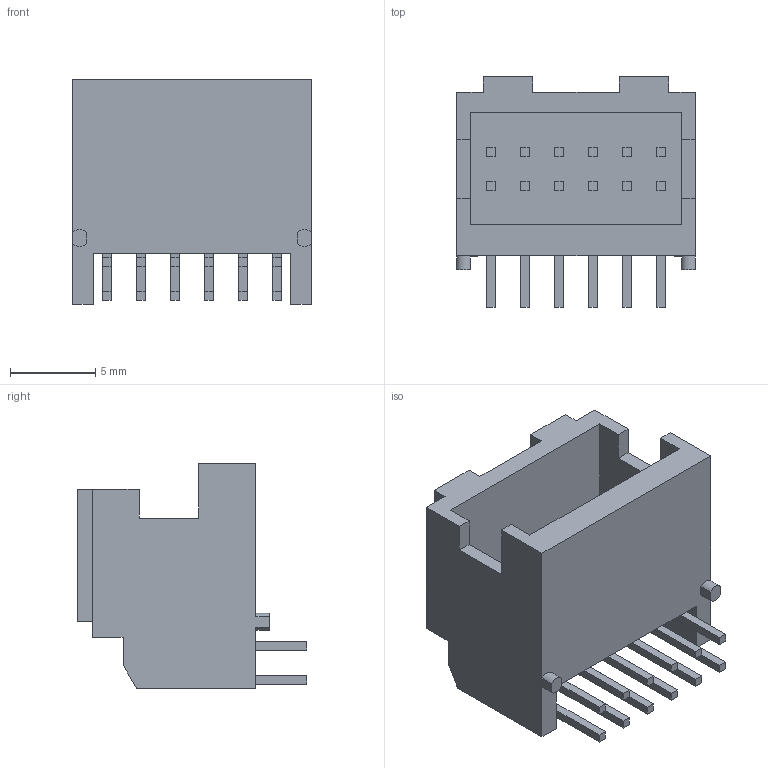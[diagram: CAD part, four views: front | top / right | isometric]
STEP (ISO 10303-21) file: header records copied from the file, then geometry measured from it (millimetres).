
FILE_DESCRIPTION (( 'STEP AP214' ), '1' );
FILE_NAME ('S12B-PADSS-1.STEP', '2010-06-15T02:10:10', ( ' ' ), ( '' ), 'SwSTEP 2.0', 'SolidWorks 2009', '' );
FILE_SCHEMA (( 'AUTOMOTIVE_DESIGN' ));
Length unit declared in the file: millimetre
Products named in the file (1): S12B-PADSS-1
Bounding box: 14 x 13.5 x 13.2 mm (x, y, z)
Volume: 772.8 mm3; surface area: 1437.7 mm2
Topology: 1 solids, 1 shells, 190 faces, 492 edges, 328 vertices
Faces by surface type: plane 186, cylinder 4
Entity records: 7808 total; most frequent: CARTESIAN_POINT 1011, ORIENTED_EDGE 984, DIRECTION 882, EDGE_CURVE 492, VECTOR 484, LINE 484, VERTEX_POINT 328, EDGE_LOOP 214
